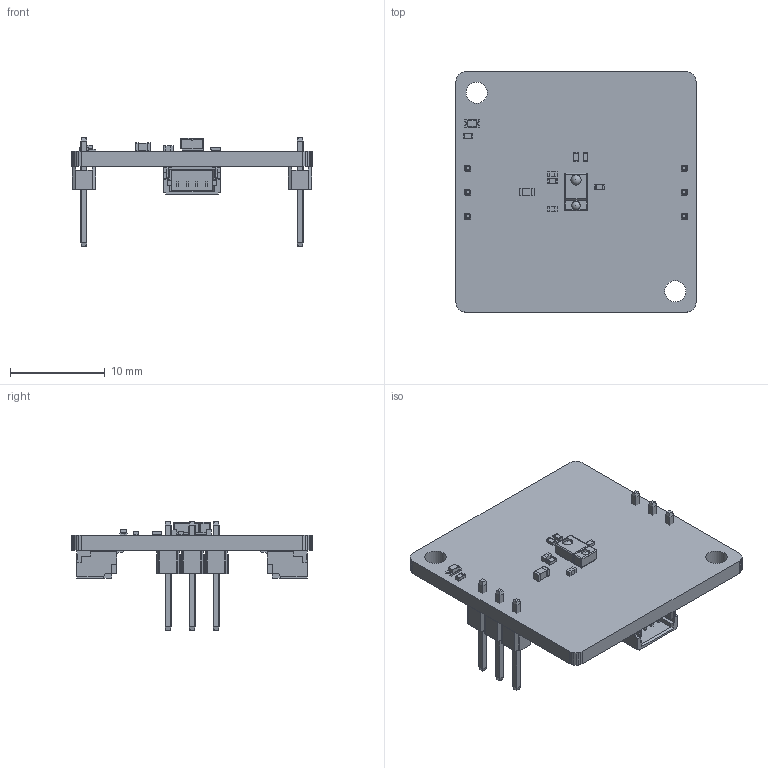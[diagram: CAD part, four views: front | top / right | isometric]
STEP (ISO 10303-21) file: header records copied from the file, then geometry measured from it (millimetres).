
FILE_DESCRIPTION(('for SolidWorks'),'2;1');
FILE_NAME('M25.step', '2022-08-26T13:47:28',('dc'),(''),'Open CASCADE STEP processor 6.6', 'DipTrace','Unknown');
FILE_SCHEMA(('AUTOMOTIVE_DESIGN { 1 0 10303 214 1 1 1 1 }'));
Length unit declared in the file: millimetre
Products named in the file (9): PCB_M25; Board_M25; cap_0603; cap_0402; User_Library-LED_0603_R; 1X3-HDR; SM04B-SRSS-TB(LF)(SN)--3DModel-STEP-56544; res_0402; Gesture(APDS-9960)
Assembly tree (15 placements, depth 2):
  PCB_M25
    Board_M25
    cap_0603
    cap_0402  x2
    User_Library-LED_0603_R
    1X3-HDR  x2
    SM04B-SRSS-TB(LF)(SN)--3DModel-STEP-56544  x2
    res_0402  x5
    Gesture(APDS-9960)
Bounding box: 25.4 x 25.4 x 11.55 mm (x, y, z)
Volume: 1019.1 mm3; surface area: 2347.4 mm2
Topology: 2 solids, 67 shells, 1546 faces, 3916 edges, 2450 vertices
Faces by surface type: plane 1041, cylinder 399, sphere 58, revolution 48
Full cylindrical faces by diameter (mm): 2.25 x2
Entity records: 27813 total; most frequent: CARTESIAN_POINT 4681, ORIENTED_EDGE 4074, DIRECTION 3926, EDGE_CURVE 2038, LINE 1570, VECTOR 1570, VERTEX_POINT 1288, AXIS2_PLACEMENT_3D 1166
